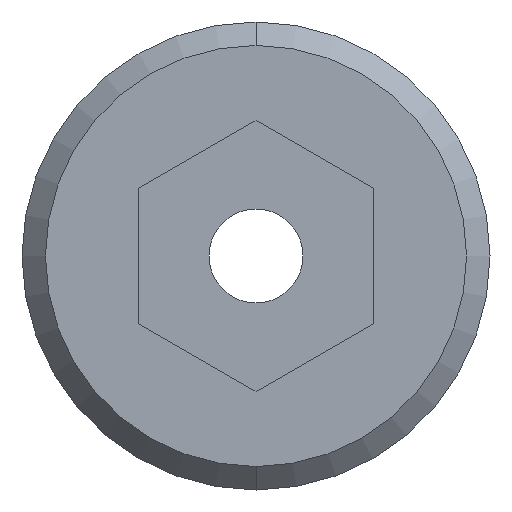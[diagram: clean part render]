
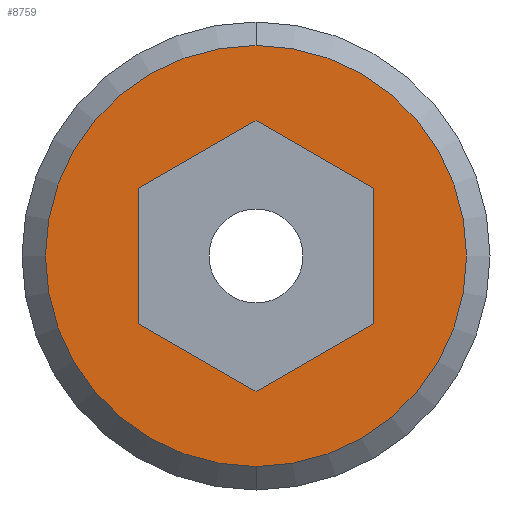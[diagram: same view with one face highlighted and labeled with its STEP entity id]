
A CAD part, left-side view. The second image highlights one B-rep face of the part: STEP entity #8759.
In plain terms, the highlighted planar face has unit normal (-1, 0, 0).
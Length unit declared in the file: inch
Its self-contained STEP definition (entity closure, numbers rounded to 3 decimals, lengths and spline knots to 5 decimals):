
#3941=CARTESIAN_POINT('',(-0.11,0.,0.));
#3942=DIRECTION('',(-1.,0.,0.));
#3943=DIRECTION('',(0.,1.,0.));
#3944=AXIS2_PLACEMENT_3D('',#3941,#3942,#3943);
#3959=DIRECTION('',(0.,0.5,0.866));
#3960=VECTOR('',#3959,0.05196);
#3961=CARTESIAN_POINT('',(-0.11,0.02598,-0.045));
#3962=LINE('',#3961,#3960);
#3963=DIRECTION('',(0.,1.,0.));
#3964=VECTOR('',#3963,0.05196);
#3965=CARTESIAN_POINT('',(-0.11,-0.02598,-0.045));
#3966=LINE('',#3965,#3964);
#3967=DIRECTION('',(0.,0.5,-0.866));
#3968=VECTOR('',#3967,0.05196);
#3969=CARTESIAN_POINT('',(-0.11,-0.05196,0.));
#3970=LINE('',#3969,#3968);
#3971=DIRECTION('',(0.,-0.5,-0.866));
#3972=VECTOR('',#3971,0.05196);
#3973=CARTESIAN_POINT('',(-0.11,-0.02598,0.045));
#3974=LINE('',#3973,#3972);
#3975=DIRECTION('',(0.,-1.,0.));
#3976=VECTOR('',#3975,0.05196);
#3977=CARTESIAN_POINT('',(-0.11,0.02598,0.045));
#3978=LINE('',#3977,#3976);
#3979=DIRECTION('',(0.,-0.5,0.866));
#3980=VECTOR('',#3979,0.05196);
#3981=CARTESIAN_POINT('',(-0.11,0.05196,0.));
#3982=LINE('',#3981,#3980);
#3983=CARTESIAN_POINT('',(-0.11,0.,0.));
#3984=DIRECTION('',(1.,0.,0.));
#3985=DIRECTION('',(0.,1.,0.));
#3986=AXIS2_PLACEMENT_3D('',#3983,#3984,#3985);
#4251=CARTESIAN_POINT('',(-0.11,0.08075,0.));
#4252=CARTESIAN_POINT('',(-0.11,-0.08075,0.));
#4253=VERTEX_POINT('',#4251);
#4254=VERTEX_POINT('',#4252);
#4271=CARTESIAN_POINT('',(-0.11,0.02598,-0.045));
#4272=CARTESIAN_POINT('',(-0.11,0.05196,0.));
#4273=VERTEX_POINT('',#4271);
#4274=VERTEX_POINT('',#4272);
#4275=CARTESIAN_POINT('',(-0.11,-0.02598,-0.045));
#4276=VERTEX_POINT('',#4275);
#4277=CARTESIAN_POINT('',(-0.11,-0.05196,0.));
#4278=VERTEX_POINT('',#4277);
#4279=CARTESIAN_POINT('',(-0.11,-0.02598,0.045));
#4280=VERTEX_POINT('',#4279);
#4281=CARTESIAN_POINT('',(-0.11,0.02598,0.045));
#4282=VERTEX_POINT('',#4281);
#8735=CARTESIAN_POINT('',(-0.11,0.,0.));
#8736=DIRECTION('',(1.,0.,0.));
#8737=DIRECTION('',(0.,-1.,0.));
#8738=AXIS2_PLACEMENT_3D('',#8735,#8736,#8737);
#8739=PLANE('',#8738);
#8740=ORIENTED_EDGE('',*,*,#8725,.F.);
#8742=ORIENTED_EDGE('',*,*,#8741,.T.);
#8743=EDGE_LOOP('',(#8740,#8742));
#8744=FACE_OUTER_BOUND('',#8743,.F.);
#8746=ORIENTED_EDGE('',*,*,#8745,.F.);
#8748=ORIENTED_EDGE('',*,*,#8747,.F.);
#8750=ORIENTED_EDGE('',*,*,#8749,.F.);
#8752=ORIENTED_EDGE('',*,*,#8751,.F.);
#8754=ORIENTED_EDGE('',*,*,#8753,.F.);
#8756=ORIENTED_EDGE('',*,*,#8755,.F.);
#8757=EDGE_LOOP('',(#8746,#8748,#8750,#8752,#8754,#8756));
#8758=FACE_BOUND('',#8757,.F.);
#3945=CIRCLE('',#3944,0.08075);
#3987=CIRCLE('',#3986,0.08075);
#8725=EDGE_CURVE('',#4253,#4254,#3945,.T.);
#8741=EDGE_CURVE('',#4253,#4254,#3987,.T.);
#8745=EDGE_CURVE('',#4273,#4274,#3962,.T.);
#8747=EDGE_CURVE('',#4276,#4273,#3966,.T.);
#8749=EDGE_CURVE('',#4278,#4276,#3970,.T.);
#8751=EDGE_CURVE('',#4280,#4278,#3974,.T.);
#8753=EDGE_CURVE('',#4282,#4280,#3978,.T.);
#8755=EDGE_CURVE('',#4274,#4282,#3982,.T.);
#8759=ADVANCED_FACE('',(#8744,#8758),#8739,.F.);
